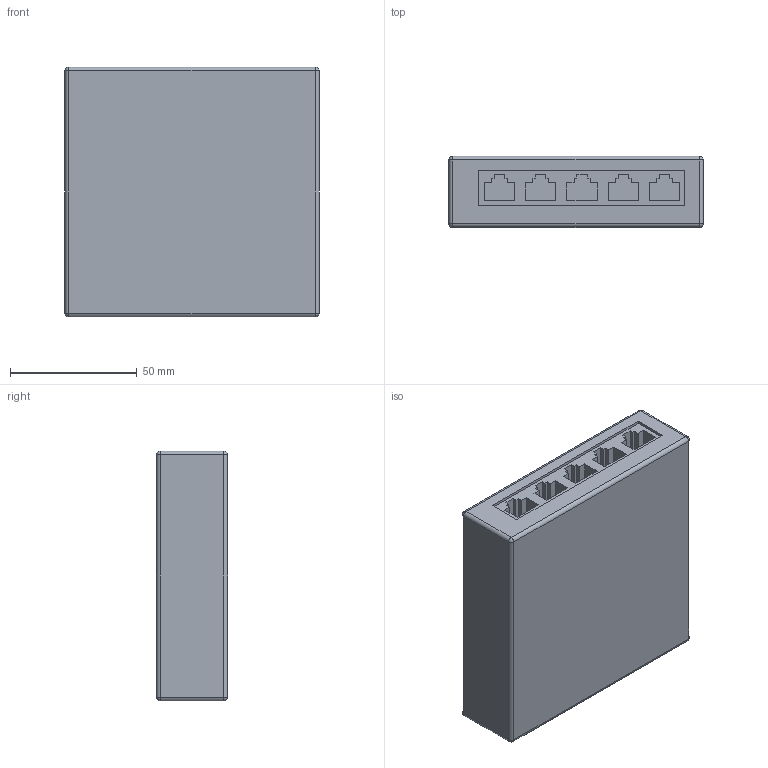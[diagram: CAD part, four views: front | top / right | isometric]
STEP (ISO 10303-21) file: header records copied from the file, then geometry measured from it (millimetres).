
FILE_DESCRIPTION(/* description */ (''),/* implementation_level */ '2;1');
FILE_NAME(/* name */ '5-port-switch.stp',/* time_stamp */ '2024-03-26T12:02:55Z',/* author */ ('iwheard'),/* organization */ (''),/* preprocessor_version */ 'ST-DEVELOPER v19',/* originating_system */ 'Autodesk Inventor 2023',/* authorisation */ '');
FILE_SCHEMA (('AUTOMOTIVE_DESIGN { 1 0 10303 214 3 1 1 }'));
Length unit declared in the file: millimetre
Products named in the file (1): 5-port-switch
Bounding box: 100.4 x 28.1 x 98.6 mm (x, y, z)
Volume: 270573.7 mm3; surface area: 33224.4 mm2
Topology: 1 solids, 1 shells, 96 faces, 240 edges, 152 vertices
Faces by surface type: plane 76, cylinder 12, sphere 8
Entity records: 2877 total; most frequent: CARTESIAN_POINT 489, ORIENTED_EDGE 480, DIRECTION 458, EDGE_CURVE 240, LINE 216, VECTOR 216, VERTEX_POINT 152, AXIS2_PLACEMENT_3D 121
